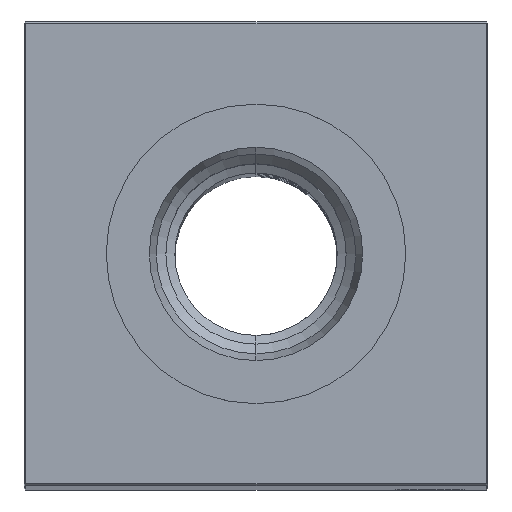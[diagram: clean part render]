
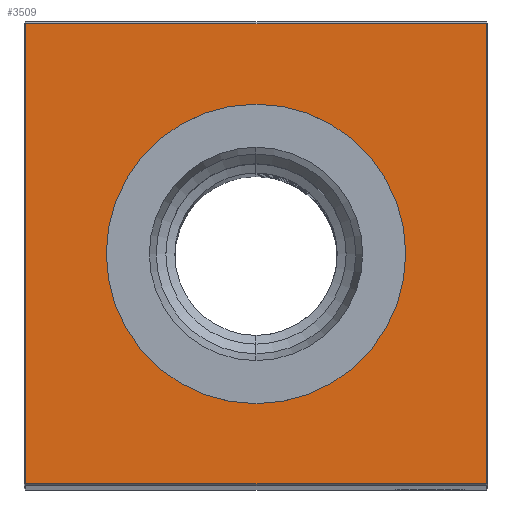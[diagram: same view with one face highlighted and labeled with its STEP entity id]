
A CAD part, top view. The second image highlights one B-rep face of the part: STEP entity #3509.
In plain terms, the highlighted planar face has unit normal (0, 0, 1).
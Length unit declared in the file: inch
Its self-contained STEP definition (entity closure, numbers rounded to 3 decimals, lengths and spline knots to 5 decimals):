
#728 = VERTEX_POINT ( 'NONE', #14781 ) ;
#850 = EDGE_CURVE ( 'NONE', #25246, #21888, #1415, .T. ) ;
#900 = CARTESIAN_POINT ( 'NONE',  ( 0., -0.80709, 13. ) ) ;
#1029 = CARTESIAN_POINT ( 'NONE',  ( 0., 0., 13. ) ) ;
#1415 = LINE ( 'NONE', #14113, #6015 ) ;
#2536 = DIRECTION ( 'NONE',  ( 1., 0., 0. ) ) ;
#2561 = DIRECTION ( 'NONE',  ( 0., 0., -1. ) ) ;
#3137 = VECTOR ( 'NONE', #2536, 39.37008 ) ;
#3466 = EDGE_CURVE ( 'NONE', #4396, #17120, #10745, .T. ) ;
#3509 = ADVANCED_FACE ( 'NONE', ( #9437, #17319 ), #17587, .F. ) ;
#3536 = ORIENTED_EDGE ( 'NONE', *, *, #14106, .T. ) ;
#3682 = EDGE_LOOP ( 'NONE', ( #24332, #23562 ) ) ;
#4396 = VERTEX_POINT ( 'NONE', #900 ) ;
#5292 = LINE ( 'NONE', #13582, #7731 ) ;
#5350 = EDGE_LOOP ( 'NONE', ( #3536, #8630, #6904, #24230 ) ) ;
#6015 = VECTOR ( 'NONE', #8470, 39.37008 ) ;
#6904 = ORIENTED_EDGE ( 'NONE', *, *, #10145, .T. ) ;
#7588 = VECTOR ( 'NONE', #9505, 39.37008 ) ;
#7731 = VECTOR ( 'NONE', #21464, 39.37008 ) ;
#8470 = DIRECTION ( 'NONE',  ( -1., 0., 0. ) ) ;
#8630 = ORIENTED_EDGE ( 'NONE', *, *, #13109, .T. ) ;
#9437 = FACE_OUTER_BOUND ( 'NONE', #5350, .T. ) ;
#9505 = DIRECTION ( 'NONE',  ( 0., -1., 0. ) ) ;
#10145 = EDGE_CURVE ( 'NONE', #25220, #25246, #5292, .T. ) ;
#10608 = EDGE_CURVE ( 'NONE', #17120, #4396, #24218, .T. ) ;
#10745 = CIRCLE ( 'NONE', #11593, 0.80709 ) ;
#10835 = CARTESIAN_POINT ( 'NONE',  ( 0., 0., 13. ) ) ;
#11593 = AXIS2_PLACEMENT_3D ( 'NONE', #1029, #13456, #13330 ) ;
#12693 = LINE ( 'NONE', #21234, #3137 ) ;
#13109 = EDGE_CURVE ( 'NONE', #728, #25220, #12693, .T. ) ;
#13330 = DIRECTION ( 'NONE',  ( -1., 0., 0. ) ) ;
#13456 = DIRECTION ( 'NONE',  ( 0., 0., -1. ) ) ;
#13582 = CARTESIAN_POINT ( 'NONE',  ( 1.24, 0., 13. ) ) ;
#13585 = CARTESIAN_POINT ( 'NONE',  ( 0., 0., 13. ) ) ;
#14106 = EDGE_CURVE ( 'NONE', #21888, #728, #17782, .T. ) ;
#14113 = CARTESIAN_POINT ( 'NONE',  ( 0., 1.24, 13. ) ) ;
#14781 = CARTESIAN_POINT ( 'NONE',  ( -1.24, -1.24, 13. ) ) ;
#15183 = DIRECTION ( 'NONE',  ( -1., 0., 0. ) ) ;
#16383 = CARTESIAN_POINT ( 'NONE',  ( 1.24, 1.24, 13. ) ) ;
#17120 = VERTEX_POINT ( 'NONE', #24930 ) ;
#17319 = FACE_BOUND ( 'NONE', #3682, .T. ) ;
#17587 = PLANE ( 'NONE',  #18857 ) ;
#17782 = LINE ( 'NONE', #19660, #7588 ) ;
#18475 = CARTESIAN_POINT ( 'NONE',  ( -1.24, 1.24, 13. ) ) ;
#18857 = AXIS2_PLACEMENT_3D ( 'NONE', #13585, #21466, #15183 ) ;
#19660 = CARTESIAN_POINT ( 'NONE',  ( -1.24, 0., 13. ) ) ;
#21234 = CARTESIAN_POINT ( 'NONE',  ( 0., -1.24, 13. ) ) ;
#21464 = DIRECTION ( 'NONE',  ( 0., 1., 0. ) ) ;
#21466 = DIRECTION ( 'NONE',  ( 0., 0., -1. ) ) ;
#21888 = VERTEX_POINT ( 'NONE', #18475 ) ;
#22931 = AXIS2_PLACEMENT_3D ( 'NONE', #10835, #2561, #23000 ) ;
#23000 = DIRECTION ( 'NONE',  ( -1., 0., 0. ) ) ;
#23562 = ORIENTED_EDGE ( 'NONE', *, *, #3466, .T. ) ;
#24218 = CIRCLE ( 'NONE', #22931, 0.80709 ) ;
#24230 = ORIENTED_EDGE ( 'NONE', *, *, #850, .T. ) ;
#24332 = ORIENTED_EDGE ( 'NONE', *, *, #10608, .T. ) ;
#24930 = CARTESIAN_POINT ( 'NONE',  ( 0., 0.80709, 13. ) ) ;
#25220 = VERTEX_POINT ( 'NONE', #26286 ) ;
#25246 = VERTEX_POINT ( 'NONE', #16383 ) ;
#26286 = CARTESIAN_POINT ( 'NONE',  ( 1.24, -1.24, 13. ) ) ;
